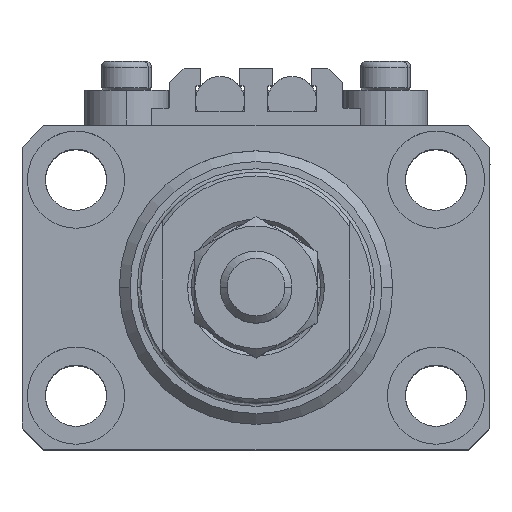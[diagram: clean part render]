
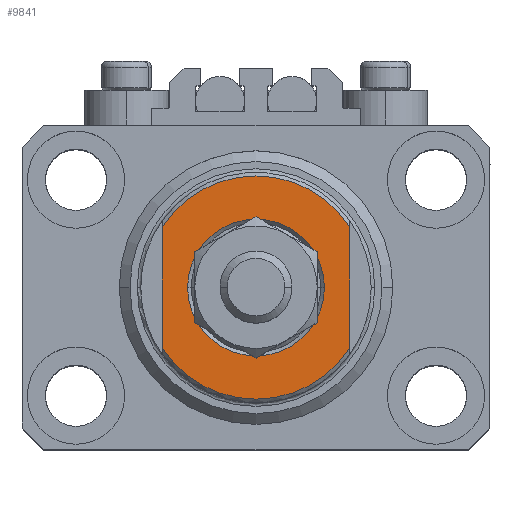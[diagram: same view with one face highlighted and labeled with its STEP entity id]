
A CAD part, top view. The second image highlights one B-rep face of the part: STEP entity #9841.
In plain terms, the highlighted face is planar.
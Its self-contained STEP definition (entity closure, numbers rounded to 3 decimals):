
#2422 = CIRCLE ( 'NONE', #38063, 9.5 ) ;
#3113 = CARTESIAN_POINT ( 'NONE',  ( 0., 0., -6.5 ) ) ;
#3815 = ORIENTED_EDGE ( 'NONE', *, *, #48437, .F. ) ;
#4032 = DIRECTION ( 'NONE',  ( -1., 0., 0. ) ) ;
#6664 = DIRECTION ( 'NONE',  ( -1., 0., 0. ) ) ;
#7013 = CARTESIAN_POINT ( 'NONE',  ( 13., 8.441, -6.5 ) ) ;
#7576 = DIRECTION ( 'NONE',  ( -1., 0., 0. ) ) ;
#7663 = EDGE_LOOP ( 'NONE', ( #26083, #20617 ) ) ;
#8032 = EDGE_CURVE ( 'NONE', #12331, #45210, #9830, .T. ) ;
#9037 = VERTEX_POINT ( 'NONE', #22633 ) ;
#9830 = CIRCLE ( 'NONE', #48676, 15.5 ) ;
#9841 = ADVANCED_FACE ( 'NONE', ( #31118, #18980 ), #34900, .T. ) ;
#9983 = VERTEX_POINT ( 'NONE', #7013 ) ;
#10107 = VECTOR ( 'NONE', #26637, 1000. ) ;
#10719 = CIRCLE ( 'NONE', #41464, 15.5 ) ;
#11618 = DIRECTION ( 'NONE',  ( 0., 0., -1. ) ) ;
#12331 = VERTEX_POINT ( 'NONE', #23521 ) ;
#13162 = EDGE_CURVE ( 'NONE', #9037, #9983, #10719, .T. ) ;
#14377 = DIRECTION ( 'NONE',  ( 0., -1., 0. ) ) ;
#15032 = CIRCLE ( 'NONE', #25560, 9.5 ) ;
#18485 = CARTESIAN_POINT ( 'NONE',  ( -13., -8.441, -6.5 ) ) ;
#18980 = FACE_OUTER_BOUND ( 'NONE', #22591, .T. ) ;
#20176 = EDGE_CURVE ( 'NONE', #46534, #25571, #15032, .T. ) ;
#20617 = ORIENTED_EDGE ( 'NONE', *, *, #20176, .T. ) ;
#22591 = EDGE_LOOP ( 'NONE', ( #36270, #38462, #48510, #3815 ) ) ;
#22592 = DIRECTION ( 'NONE',  ( 0., 0., 1. ) ) ;
#22633 = CARTESIAN_POINT ( 'NONE',  ( -13., 8.441, -6.5 ) ) ;
#23521 = CARTESIAN_POINT ( 'NONE',  ( 13., -8.441, -6.5 ) ) ;
#25532 = LINE ( 'NONE', #45038, #31936 ) ;
#25560 = AXIS2_PLACEMENT_3D ( 'NONE', #42749, #43256, #31081 ) ;
#25571 = VERTEX_POINT ( 'NONE', #45681 ) ;
#26083 = ORIENTED_EDGE ( 'NONE', *, *, #36256, .T. ) ;
#26637 = DIRECTION ( 'NONE',  ( 0., -1., 0. ) ) ;
#28755 = CARTESIAN_POINT ( 'NONE',  ( 9.5, 0., -6.5 ) ) ;
#30686 = LINE ( 'NONE', #49461, #10107 ) ;
#31081 = DIRECTION ( 'NONE',  ( -1., 0., 0. ) ) ;
#31118 = FACE_BOUND ( 'NONE', #7663, .T. ) ;
#31371 = CARTESIAN_POINT ( 'NONE',  ( 0., 0., -6.5 ) ) ;
#31936 = VECTOR ( 'NONE', #14377, 1000. ) ;
#32999 = CARTESIAN_POINT ( 'NONE',  ( 0., 0., -6.5 ) ) ;
#34655 = DIRECTION ( 'NONE',  ( 0., 0., -1. ) ) ;
#34900 = PLANE ( 'NONE',  #35781 ) ;
#35781 = AXIS2_PLACEMENT_3D ( 'NONE', #31371, #11618, #4032 ) ;
#36256 = EDGE_CURVE ( 'NONE', #25571, #46534, #2422, .T. ) ;
#36270 = ORIENTED_EDGE ( 'NONE', *, *, #13162, .T. ) ;
#38027 = DIRECTION ( 'NONE',  ( -1., 0., 0. ) ) ;
#38063 = AXIS2_PLACEMENT_3D ( 'NONE', #3113, #22592, #38027 ) ;
#38462 = ORIENTED_EDGE ( 'NONE', *, *, #47815, .T. ) ;
#41464 = AXIS2_PLACEMENT_3D ( 'NONE', #46085, #34655, #7576 ) ;
#42749 = CARTESIAN_POINT ( 'NONE',  ( 0., 0., -6.5 ) ) ;
#43256 = DIRECTION ( 'NONE',  ( 0., 0., 1. ) ) ;
#45038 = CARTESIAN_POINT ( 'NONE',  ( -13., -43.081, -6.5 ) ) ;
#45210 = VERTEX_POINT ( 'NONE', #18485 ) ;
#45416 = DIRECTION ( 'NONE',  ( 0., 0., -1. ) ) ;
#45681 = CARTESIAN_POINT ( 'NONE',  ( -9.5, 0., -6.5 ) ) ;
#46085 = CARTESIAN_POINT ( 'NONE',  ( 0., 0., -6.5 ) ) ;
#46534 = VERTEX_POINT ( 'NONE', #28755 ) ;
#47815 = EDGE_CURVE ( 'NONE', #9983, #12331, #30686, .T. ) ;
#48437 = EDGE_CURVE ( 'NONE', #9037, #45210, #25532, .T. ) ;
#48510 = ORIENTED_EDGE ( 'NONE', *, *, #8032, .T. ) ;
#48676 = AXIS2_PLACEMENT_3D ( 'NONE', #32999, #45416, #6664 ) ;
#49461 = CARTESIAN_POINT ( 'NONE',  ( 13., -43.081, -6.5 ) ) ;
